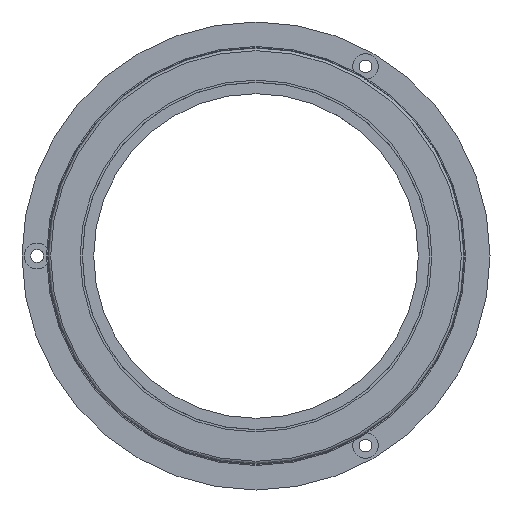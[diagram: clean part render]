
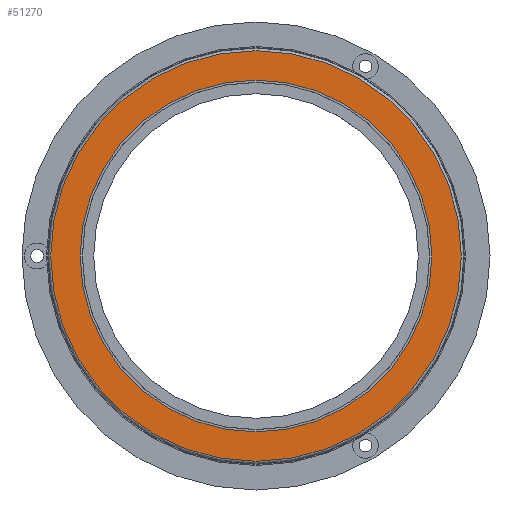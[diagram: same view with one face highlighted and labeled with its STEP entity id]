
A CAD part, left-side view. The second image highlights one B-rep face of the part: STEP entity #51270.
In plain terms, the highlighted planar face has unit normal (-1, 0, 0).
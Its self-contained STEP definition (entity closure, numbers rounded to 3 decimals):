
#9495 = CARTESIAN_POINT ( 'NONE',  ( -1., 0., 0. ) ) ;
#10736 = CARTESIAN_POINT ( 'NONE',  ( -1., 0., 0. ) ) ;
#16295 = ORIENTED_EDGE ( 'NONE', *, *, #37737, .F. ) ;
#17208 = PLANE ( 'NONE',  #41252 ) ;
#17315 = EDGE_CURVE ( 'NONE', #57914, #57914, #41825, .T. ) ;
#19880 = CARTESIAN_POINT ( 'NONE',  ( -1., 23.3, 0. ) ) ;
#20184 = CARTESIAN_POINT ( 'NONE',  ( -1., 27.2, 0. ) ) ;
#25277 = DIRECTION ( 'NONE',  ( 0., 1., 0. ) ) ;
#25718 = AXIS2_PLACEMENT_3D ( 'NONE', #9495, #28455, #29059 ) ;
#26973 = CIRCLE ( 'NONE', #46209, 27.2 ) ;
#28455 = DIRECTION ( 'NONE',  ( 1., 0., 0. ) ) ;
#29059 = DIRECTION ( 'NONE',  ( 0., 1., 0. ) ) ;
#29919 = ORIENTED_EDGE ( 'NONE', *, *, #17315, .T. ) ;
#30582 = FACE_BOUND ( 'NONE', #38548, .T. ) ;
#33147 = EDGE_LOOP ( 'NONE', ( #16295 ) ) ;
#35691 = DIRECTION ( 'NONE',  ( 1., 0., 0. ) ) ;
#37737 = EDGE_CURVE ( 'NONE', #58527, #58527, #26973, .T. ) ;
#38548 = EDGE_LOOP ( 'NONE', ( #29919 ) ) ;
#41252 = AXIS2_PLACEMENT_3D ( 'NONE', #59422, #54635, #49888 ) ;
#41825 = CIRCLE ( 'NONE', #25718, 23.3 ) ;
#46209 = AXIS2_PLACEMENT_3D ( 'NONE', #10736, #35691, #25277 ) ;
#49888 = DIRECTION ( 'NONE',  ( 0., -1., 0. ) ) ;
#51270 = ADVANCED_FACE ( 'NONE', ( #30582, #51713 ), #17208, .T. ) ;
#51713 = FACE_OUTER_BOUND ( 'NONE', #33147, .T. ) ;
#54635 = DIRECTION ( 'NONE',  ( -1., 0., 0. ) ) ;
#57914 = VERTEX_POINT ( 'NONE', #19880 ) ;
#58527 = VERTEX_POINT ( 'NONE', #20184 ) ;
#59422 = CARTESIAN_POINT ( 'NONE',  ( -1., 23.3, 0. ) ) ;
